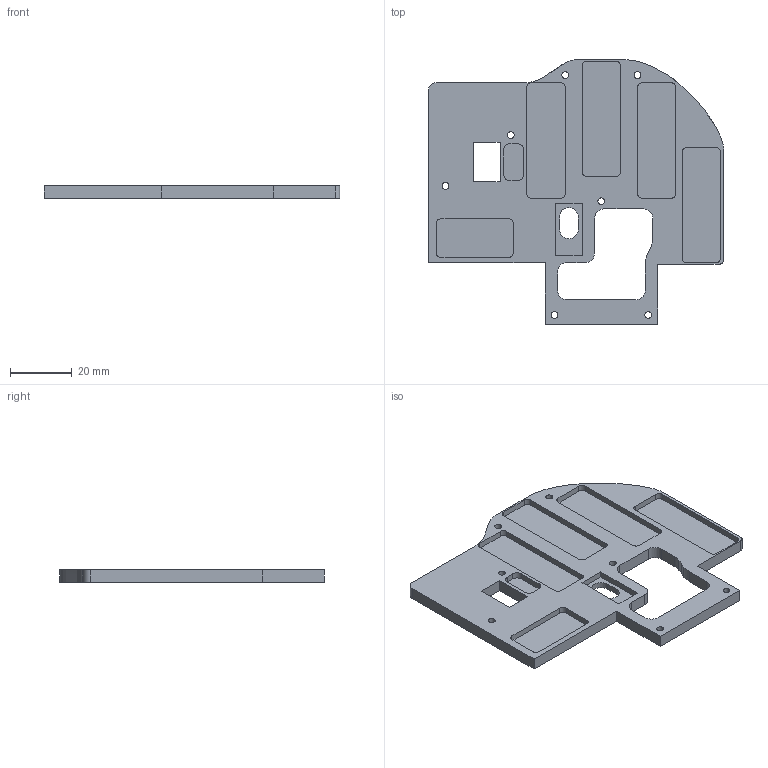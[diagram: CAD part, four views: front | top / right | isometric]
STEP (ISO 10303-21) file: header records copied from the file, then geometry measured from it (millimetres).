
FILE_DESCRIPTION(('Open CASCADE Model'),'2;1');
FILE_NAME('Open CASCADE Shape Model','2023-01-20T21:22:38',('Author'),( 'Open CASCADE'),'Open CASCADE STEP processor 7.6','Open CASCADE 7.6' ,'Unknown');
FILE_SCHEMA(('AUTOMOTIVE_DESIGN { 1 0 10303 214 1 1 1 1 }'));
Length unit declared in the file: millimetre
Products named in the file (5): CQ assembly; db2e3d32-993a-11ed-9aff-7c67a220b3cc; db2e3d32-993a-11ed-9aff-7c67a220b3cc_part; db2e3fb2-993a-11ed-9aff-7c67a220b3cc; db2e3fb2-993a-11ed-9aff-7c67a220b3cc_part
Assembly tree (4 placements, depth 4):
  CQ assembly
    db2e3d32-993a-11ed-9aff-7c67a220b3cc
      db2e3d32-993a-11ed-9aff-7c67a220b3cc_part
      db2e3fb2-993a-11ed-9aff-7c67a220b3cc
        db2e3fb2-993a-11ed-9aff-7c67a220b3cc_part
Bounding box: 96 x 86 x 4 mm (x, y, z)
Volume: 17683.9 mm3; surface area: 14744.3 mm2
Topology: 1 solids, 1 shells, 120 faces, 312 edges, 208 vertices
Faces by surface type: plane 66, cylinder 48, extrusion 6
Full cylindrical faces by diameter (mm): 2.2 x7, 5 x7
Entity records: 8123 total; most frequent: CARTESIAN_POINT 1693, DIRECTION 1188, VECTOR 666, LINE 660, ORIENTED_EDGE 624, PCURVE 624, DEFINITIONAL_REPRESENTATION 624, EDGE_CURVE 312
